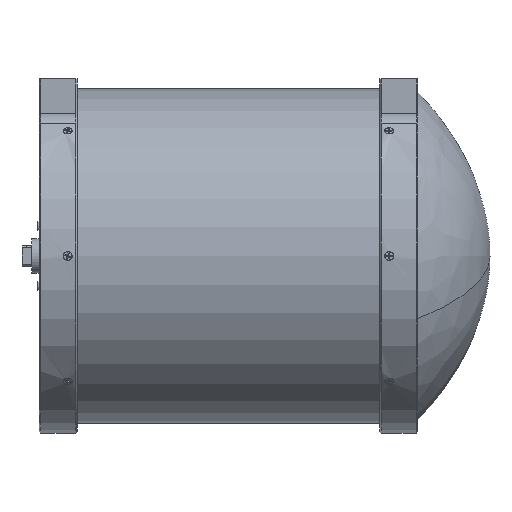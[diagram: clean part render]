
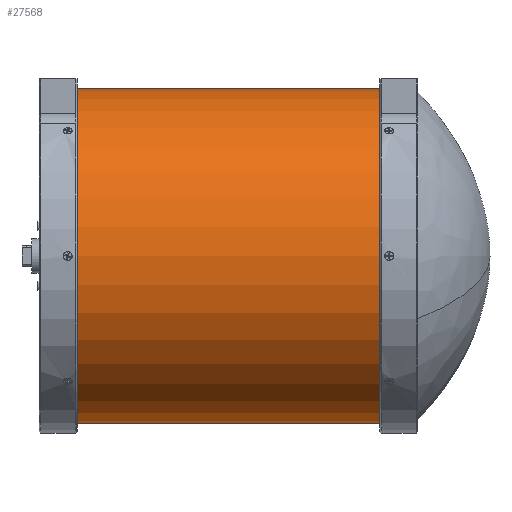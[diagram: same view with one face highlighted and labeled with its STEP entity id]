
A CAD part, left-side view. The second image highlights one B-rep face of the part: STEP entity #27568.
In plain terms, the highlighted cylindrical face has radius 156.21 mm (diameter 312.42 mm), a partial arc.
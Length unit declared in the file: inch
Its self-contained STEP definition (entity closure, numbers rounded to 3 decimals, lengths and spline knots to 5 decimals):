
#2307 = ORIENTED_EDGE ( 'NONE', *, *, #41146, .T. ) ;
#7440 = DIRECTION ( 'NONE',  ( 0., 0., -1. ) ) ;
#8556 = VECTOR ( 'NONE', #29819, 39.37008 ) ;
#8769 = DIRECTION ( 'NONE',  ( 0., -1., 0. ) ) ;
#9024 = AXIS2_PLACEMENT_3D ( 'NONE', #27938, #44538, #11443 ) ;
#11443 = DIRECTION ( 'NONE',  ( 0., 0., -1. ) ) ;
#11681 = VERTEX_POINT ( 'NONE', #58074 ) ;
#14785 = ORIENTED_EDGE ( 'NONE', *, *, #65921, .F. ) ;
#15695 = LINE ( 'NONE', #42805, #17314 ) ;
#17314 = VECTOR ( 'NONE', #54034, 39.37008 ) ;
#19098 = CIRCLE ( 'NONE', #9024, 6.15 ) ;
#19108 = EDGE_CURVE ( 'NONE', #49406, #50466, #29477, .T. ) ;
#22246 = ORIENTED_EDGE ( 'NONE', *, *, #19108, .F. ) ;
#24711 = EDGE_CURVE ( 'NONE', #50466, #65947, #19098, .T. ) ;
#27568 = ADVANCED_FACE ( 'NONE', ( #47384 ), #31440, .T. ) ;
#27831 = DIRECTION ( 'NONE',  ( 0., 1., 0. ) ) ;
#27938 = CARTESIAN_POINT ( 'NONE',  ( -1.41669, 9.10972, 11.23125 ) ) ;
#29477 = LINE ( 'NONE', #67023, #8556 ) ;
#29819 = DIRECTION ( 'NONE',  ( 0., 1., 0. ) ) ;
#30194 = CARTESIAN_POINT ( 'NONE',  ( -1.41669, 9.10972, 5.08125 ) ) ;
#31440 = CYLINDRICAL_SURFACE ( 'NONE', #49308, 6.15 ) ;
#33111 = CARTESIAN_POINT ( 'NONE',  ( -1.41669, -2.99028, 11.23125 ) ) ;
#33131 = AXIS2_PLACEMENT_3D ( 'NONE', #56937, #8769, #62844 ) ;
#41146 = EDGE_CURVE ( 'NONE', #11681, #65947, #15695, .T. ) ;
#42805 = CARTESIAN_POINT ( 'NONE',  ( -1.41669, -2.99028, 17.38125 ) ) ;
#44538 = DIRECTION ( 'NONE',  ( 0., 1., 0. ) ) ;
#47384 = FACE_OUTER_BOUND ( 'NONE', #58142, .T. ) ;
#49308 = AXIS2_PLACEMENT_3D ( 'NONE', #33111, #27831, #7440 ) ;
#49406 = VERTEX_POINT ( 'NONE', #51791 ) ;
#50466 = VERTEX_POINT ( 'NONE', #30194 ) ;
#51791 = CARTESIAN_POINT ( 'NONE',  ( -1.41669, -1.99028, 5.08125 ) ) ;
#54034 = DIRECTION ( 'NONE',  ( 0., 1., 0. ) ) ;
#56937 = CARTESIAN_POINT ( 'NONE',  ( -1.41669, -1.99028, 11.23125 ) ) ;
#58074 = CARTESIAN_POINT ( 'NONE',  ( -1.41669, -1.99028, 17.38125 ) ) ;
#58142 = EDGE_LOOP ( 'NONE', ( #14785, #2307, #59178, #22246 ) ) ;
#59178 = ORIENTED_EDGE ( 'NONE', *, *, #24711, .F. ) ;
#62844 = DIRECTION ( 'NONE',  ( 0., 0., 1. ) ) ;
#64234 = CARTESIAN_POINT ( 'NONE',  ( -1.41669, 9.10972, 17.38125 ) ) ;
#65659 = CIRCLE ( 'NONE', #33131, 6.15 ) ;
#65921 = EDGE_CURVE ( 'NONE', #11681, #49406, #65659, .T. ) ;
#65947 = VERTEX_POINT ( 'NONE', #64234 ) ;
#67023 = CARTESIAN_POINT ( 'NONE',  ( -1.41669, -2.99028, 5.08125 ) ) ;
